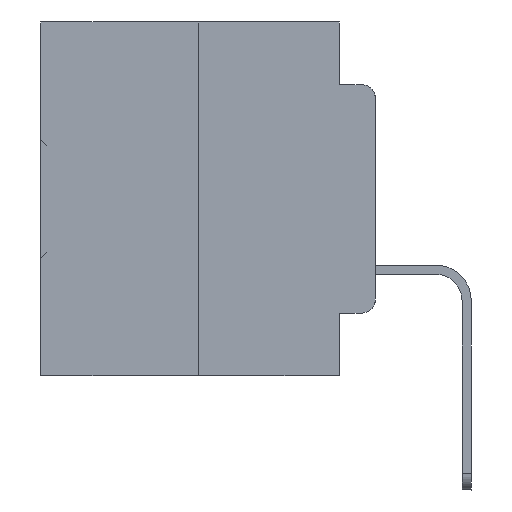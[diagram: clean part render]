
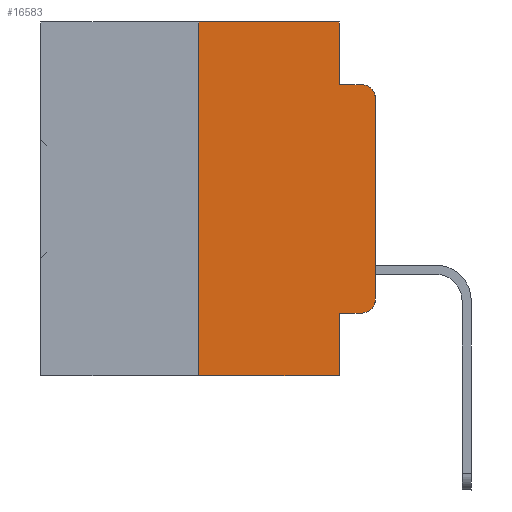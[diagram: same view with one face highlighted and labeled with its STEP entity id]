
A CAD part, left-side view. The second image highlights one B-rep face of the part: STEP entity #16583.
In plain terms, the highlighted planar face has unit normal (-1, 0, 0).
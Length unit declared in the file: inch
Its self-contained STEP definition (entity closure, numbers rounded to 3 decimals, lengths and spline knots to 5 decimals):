
#288 = ORIENTED_EDGE ( 'NONE', *, *, #24287, .T. ) ;
#540 = CARTESIAN_POINT ( 'NONE',  ( 0., 0.02, -0.4115 ) ) ;
#705 = DIRECTION ( 'NONE',  ( 0., 0., -1. ) ) ;
#922 = VERTEX_POINT ( 'NONE', #3892 ) ;
#1500 = ORIENTED_EDGE ( 'NONE', *, *, #21737, .F. ) ;
#2034 = DIRECTION ( 'NONE',  ( 0., -1., 0. ) ) ;
#2739 = CARTESIAN_POINT ( 'NONE',  ( 0., 0.25, -0.5 ) ) ;
#3806 = ORIENTED_EDGE ( 'NONE', *, *, #18124, .F. ) ;
#3846 = CIRCLE ( 'NONE', #6403, 0.02 ) ;
#3892 = CARTESIAN_POINT ( 'NONE',  ( 0., 0., -0.1085 ) ) ;
#4773 = VECTOR ( 'NONE', #705, 39.37008 ) ;
#5344 = DIRECTION ( 'NONE',  ( 0., 0., 1. ) ) ;
#5552 = ORIENTED_EDGE ( 'NONE', *, *, #23116, .T. ) ;
#5959 = CARTESIAN_POINT ( 'NONE',  ( 0., 0.02, -0.3915 ) ) ;
#6294 = ORIENTED_EDGE ( 'NONE', *, *, #33176, .F. ) ;
#6403 = AXIS2_PLACEMENT_3D ( 'NONE', #23579, #12520, #31980 ) ;
#7279 = ORIENTED_EDGE ( 'NONE', *, *, #26968, .T. ) ;
#7530 = EDGE_CURVE ( 'NONE', #32726, #35099, #20314, .T. ) ;
#8408 = VECTOR ( 'NONE', #5344, 39.37008 ) ;
#8653 = DIRECTION ( 'NONE',  ( -1., 0., 0. ) ) ;
#8759 = DIRECTION ( 'NONE',  ( 0., 0., -1. ) ) ;
#9653 = AXIS2_PLACEMENT_3D ( 'NONE', #5959, #8653, #8759 ) ;
#9901 = VECTOR ( 'NONE', #12918, 39.37008 ) ;
#10305 = VERTEX_POINT ( 'NONE', #23044 ) ;
#10330 = DIRECTION ( 'NONE',  ( 0., 0., -1. ) ) ;
#10544 = CARTESIAN_POINT ( 'NONE',  ( 0., 0.051, -0.0885 ) ) ;
#10827 = EDGE_CURVE ( 'NONE', #23049, #32679, #33474, .T. ) ;
#12256 = CARTESIAN_POINT ( 'NONE',  ( 0., 0.051, -0.0885 ) ) ;
#12262 = ORIENTED_EDGE ( 'NONE', *, *, #16305, .F. ) ;
#12520 = DIRECTION ( 'NONE',  ( -1., 0., 0. ) ) ;
#12607 = VECTOR ( 'NONE', #29759, 39.37008 ) ;
#12918 = DIRECTION ( 'NONE',  ( 0., -1., 0. ) ) ;
#13119 = LINE ( 'NONE', #35941, #24413 ) ;
#13449 = CARTESIAN_POINT ( 'NONE',  ( 0., 0.051, 0. ) ) ;
#14065 = CARTESIAN_POINT ( 'NONE',  ( 0., 0.051, -0.4115 ) ) ;
#14576 = CARTESIAN_POINT ( 'NONE',  ( 0., 0.473, 0. ) ) ;
#15025 = VERTEX_POINT ( 'NONE', #16765 ) ;
#15527 = VECTOR ( 'NONE', #22144, 39.37008 ) ;
#15819 = LINE ( 'NONE', #27853, #8408 ) ;
#16258 = DIRECTION ( 'NONE',  ( 0., 0., 1. ) ) ;
#16305 = EDGE_CURVE ( 'NONE', #35705, #35099, #19612, .T. ) ;
#16583 = ADVANCED_FACE ( 'NONE', ( #21349 ), #32606, .F. ) ;
#16765 = CARTESIAN_POINT ( 'NONE',  ( 0., 0.02, -0.0885 ) ) ;
#17421 = CARTESIAN_POINT ( 'NONE',  ( 0., 0.051, 0. ) ) ;
#17945 = ORIENTED_EDGE ( 'NONE', *, *, #7530, .T. ) ;
#18124 = EDGE_CURVE ( 'NONE', #24951, #15025, #32918, .T. ) ;
#19612 = LINE ( 'NONE', #17421, #4773 ) ;
#20314 = LINE ( 'NONE', #32492, #29472 ) ;
#21092 = CARTESIAN_POINT ( 'NONE',  ( 0., 0.051, -0.4115 ) ) ;
#21337 = DIRECTION ( 'NONE',  ( 1., 0., 0. ) ) ;
#21349 = FACE_OUTER_BOUND ( 'NONE', #31489, .T. ) ;
#21356 = LINE ( 'NONE', #13449, #12607 ) ;
#21737 = EDGE_CURVE ( 'NONE', #32726, #29453, #13119, .T. ) ;
#22144 = DIRECTION ( 'NONE',  ( 0., -1., 0. ) ) ;
#23044 = CARTESIAN_POINT ( 'NONE',  ( 0., 0.051, 0. ) ) ;
#23049 = VERTEX_POINT ( 'NONE', #540 ) ;
#23116 = EDGE_CURVE ( 'NONE', #922, #15025, #3846, .T. ) ;
#23579 = CARTESIAN_POINT ( 'NONE',  ( 0., 0.02, -0.1085 ) ) ;
#24287 = EDGE_CURVE ( 'NONE', #35705, #23049, #33418, .T. ) ;
#24413 = VECTOR ( 'NONE', #16258, 39.37008 ) ;
#24891 = CARTESIAN_POINT ( 'NONE',  ( 0., 0., -0.3915 ) ) ;
#24951 = VERTEX_POINT ( 'NONE', #12256 ) ;
#25077 = CARTESIAN_POINT ( 'NONE',  ( 0., 0.25, 0. ) ) ;
#25404 = DIRECTION ( 'NONE',  ( 0., -1., 0. ) ) ;
#26466 = VECTOR ( 'NONE', #25404, 39.37008 ) ;
#26863 = ORIENTED_EDGE ( 'NONE', *, *, #10827, .T. ) ;
#26968 = EDGE_CURVE ( 'NONE', #32679, #922, #15819, .T. ) ;
#27000 = CARTESIAN_POINT ( 'NONE',  ( 0., 0.473, 0. ) ) ;
#27512 = CARTESIAN_POINT ( 'NONE',  ( 0., 0.051, -0.5 ) ) ;
#27853 = CARTESIAN_POINT ( 'NONE',  ( 0., 0., 0. ) ) ;
#29453 = VERTEX_POINT ( 'NONE', #25077 ) ;
#29472 = VECTOR ( 'NONE', #2034, 39.37008 ) ;
#29759 = DIRECTION ( 'NONE',  ( 0., 0., -1. ) ) ;
#31238 = AXIS2_PLACEMENT_3D ( 'NONE', #27000, #21337, #10330 ) ;
#31251 = LINE ( 'NONE', #14576, #26466 ) ;
#31489 = EDGE_LOOP ( 'NONE', ( #7279, #5552, #3806, #6294, #32070, #1500, #17945, #12262, #288, #26863 ) ) ;
#31980 = DIRECTION ( 'NONE',  ( 0., 0., -1. ) ) ;
#32070 = ORIENTED_EDGE ( 'NONE', *, *, #34176, .F. ) ;
#32492 = CARTESIAN_POINT ( 'NONE',  ( 0., 0.473, -0.5 ) ) ;
#32606 = PLANE ( 'NONE',  #31238 ) ;
#32679 = VERTEX_POINT ( 'NONE', #24891 ) ;
#32726 = VERTEX_POINT ( 'NONE', #2739 ) ;
#32918 = LINE ( 'NONE', #10544, #15527 ) ;
#33176 = EDGE_CURVE ( 'NONE', #10305, #24951, #21356, .T. ) ;
#33418 = LINE ( 'NONE', #21092, #9901 ) ;
#33474 = CIRCLE ( 'NONE', #9653, 0.02 ) ;
#34176 = EDGE_CURVE ( 'NONE', #29453, #10305, #31251, .T. ) ;
#35099 = VERTEX_POINT ( 'NONE', #27512 ) ;
#35705 = VERTEX_POINT ( 'NONE', #14065 ) ;
#35941 = CARTESIAN_POINT ( 'NONE',  ( 0., 0.25, 0. ) ) ;
